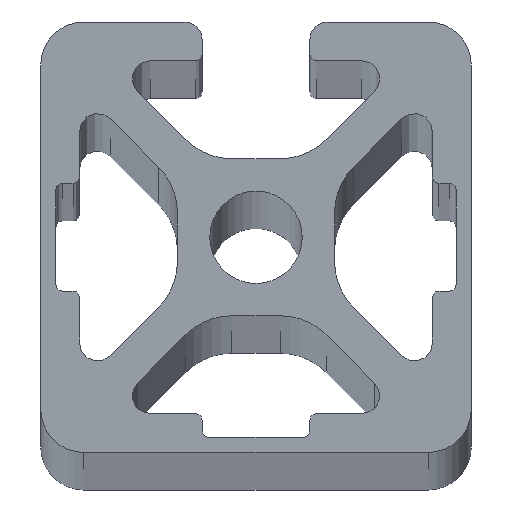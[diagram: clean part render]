
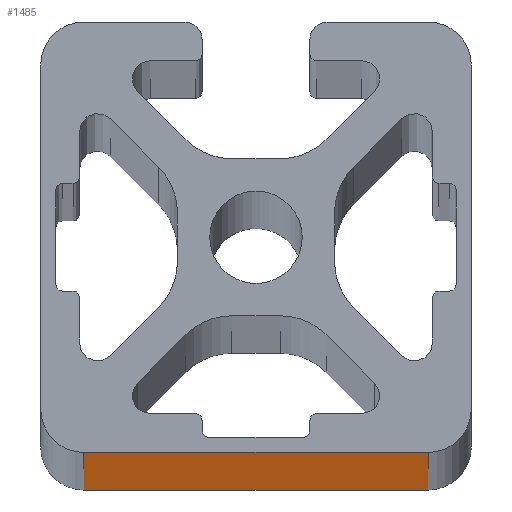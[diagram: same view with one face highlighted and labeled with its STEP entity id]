
A CAD part, top view. The second image highlights one B-rep face of the part: STEP entity #1485.
In plain terms, the highlighted planar face has unit normal (0, -1, 0).
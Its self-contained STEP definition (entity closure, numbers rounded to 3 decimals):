
#202=FACE_OUTER_BOUND($,#276,.T.);
#276=EDGE_LOOP($,(#1210,#1211,#1212,#1213));
#424=LINE($,#2493,#568);
#425=LINE($,#2496,#569);
#426=LINE($,#2498,#570);
#427=LINE($,#2499,#571);
#568=VECTOR($,#2049,1000.);
#569=VECTOR($,#2052,16.);
#570=VECTOR($,#2053,16.);
#571=VECTOR($,#2054,1000.);
#714=VERTEX_POINT($,#2489);
#715=VERTEX_POINT($,#2491);
#716=VERTEX_POINT($,#2495);
#717=VERTEX_POINT($,#2497);
#926=EDGE_CURVE($,#714,#715,#424,.T.);
#927=EDGE_CURVE($,#716,#714,#425,.T.);
#928=EDGE_CURVE($,#717,#715,#426,.T.);
#929=EDGE_CURVE($,#716,#717,#427,.T.);
#1210=ORIENTED_EDGE($,*,*,#927,.T.);
#1211=ORIENTED_EDGE($,*,*,#926,.T.);
#1212=ORIENTED_EDGE($,*,*,#928,.F.);
#1213=ORIENTED_EDGE($,*,*,#929,.F.);
#1413=PLANE($,#1631);
#1485=ADVANCED_FACE($,(#202),#1413,.T.);
#1631=AXIS2_PLACEMENT_3D($,#2494,#2050,#2051);
#2049=DIRECTION($,(0.,0.,1.));
#2050=DIRECTION('center_axis',(0.,-1.,0.));
#2051=DIRECTION('ref_axis',(1.,0.,0.));
#2052=DIRECTION($,(1.,0.,0.));
#2053=DIRECTION($,(1.,0.,0.));
#2054=DIRECTION($,(0.,0.,1.));
#2489=CARTESIAN_POINT('',(16.,0.,0.));
#2491=CARTESIAN_POINT('',(16.,0.,1000.));
#2493=CARTESIAN_POINT($,(16.,0.,0.));
#2494=CARTESIAN_POINT('Origin',(0.,0.,0.));
#2495=CARTESIAN_POINT('',(0.,0.,0.));
#2496=CARTESIAN_POINT($,(0.,0.,0.));
#2497=CARTESIAN_POINT('',(0.,0.,1000.));
#2498=CARTESIAN_POINT($,(0.,0.,1000.));
#2499=CARTESIAN_POINT($,(0.,0.,0.));
